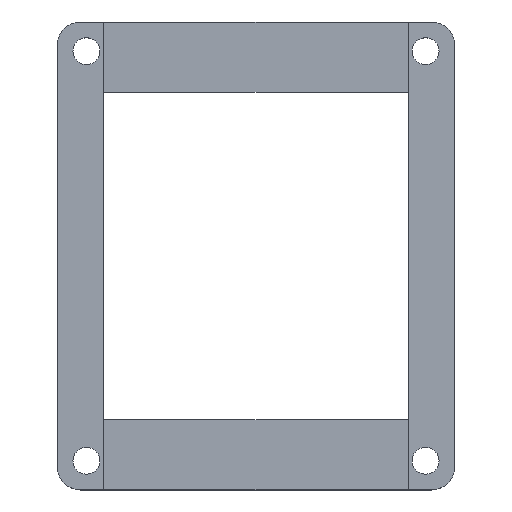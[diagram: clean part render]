
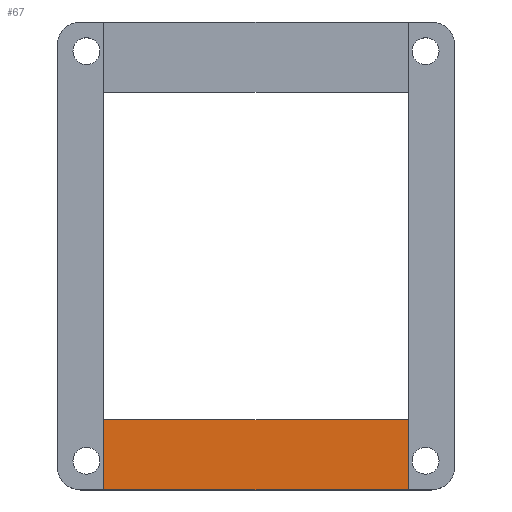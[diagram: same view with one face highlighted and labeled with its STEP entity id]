
A CAD part, top view. The second image highlights one B-rep face of the part: STEP entity #67.
In plain terms, the highlighted planar face has unit normal (0, 0, 1).
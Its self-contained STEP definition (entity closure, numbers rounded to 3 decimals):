
#50=FACE_OUTER_BOUND('',#210,.T.);
#67=ADVANCED_FACE('',(#50),#88,.F.);
#88=PLANE('',#476);
#106=LINE('',#644,#146);
#110=LINE('',#652,#150);
#114=LINE('',#661,#154);
#129=LINE('',#708,#169);
#146=VECTOR('',#516,1.);
#150=VECTOR('',#522,1.);
#154=VECTOR('',#528,1.);
#169=VECTOR('',#579,1.);
#210=EDGE_LOOP('',(#304,#305,#306,#307));
#304=ORIENTED_EDGE('',*,*,#431,.T.);
#305=ORIENTED_EDGE('',*,*,#400,.F.);
#306=ORIENTED_EDGE('',*,*,#396,.F.);
#307=ORIENTED_EDGE('',*,*,#404,.F.);
#354=VERTEX_POINT('',#643);
#355=VERTEX_POINT('',#645);
#358=VERTEX_POINT('',#653);
#360=VERTEX_POINT('',#659);
#396=EDGE_CURVE('',#354,#355,#106,.T.);
#400=EDGE_CURVE('',#355,#358,#110,.T.);
#404=EDGE_CURVE('',#360,#354,#114,.T.);
#431=EDGE_CURVE('',#360,#358,#129,.T.);
#476=AXIS2_PLACEMENT_3D('',#710,#582,#583);
#516=DIRECTION('',(-1.,0.,0.));
#522=DIRECTION('',(0.,1.,0.));
#528=DIRECTION('',(0.,-1.,0.));
#579=DIRECTION('',(-1.,0.,0.));
#582=DIRECTION('',(0.,0.,-1.));
#583=DIRECTION('',(-1.,0.,0.));
#643=CARTESIAN_POINT('',(13.,-20.,1.));
#644=CARTESIAN_POINT('',(13.,-20.,1.));
#645=CARTESIAN_POINT('',(-13.,-20.,1.));
#652=CARTESIAN_POINT('',(-13.,-20.,1.));
#653=CARTESIAN_POINT('',(-13.,-14.,1.));
#659=CARTESIAN_POINT('',(13.,-14.,1.));
#661=CARTESIAN_POINT('',(13.,20.,1.));
#708=CARTESIAN_POINT('',(-17.,-14.,1.));
#710=CARTESIAN_POINT('',(0.,0.,1.));
